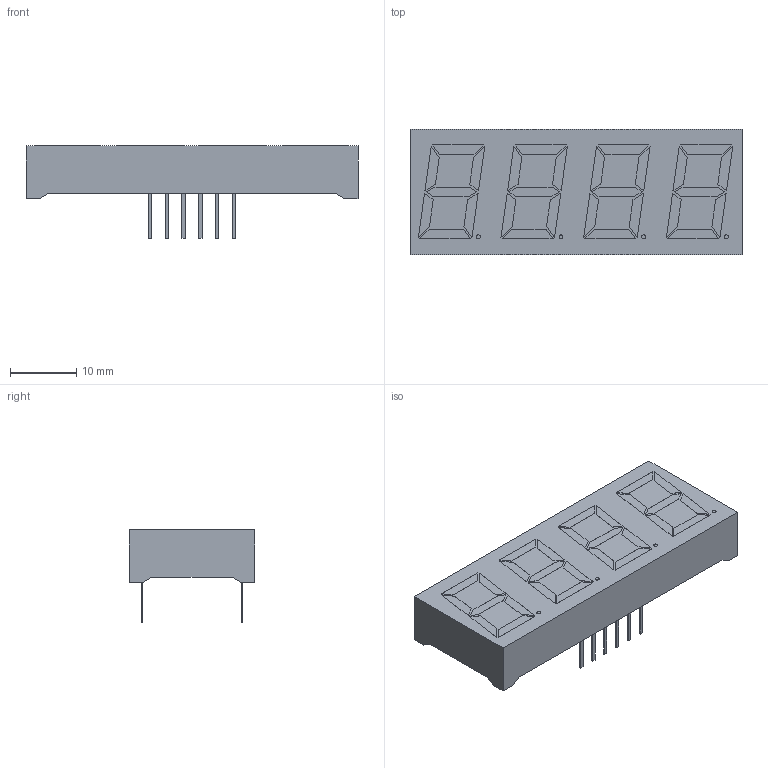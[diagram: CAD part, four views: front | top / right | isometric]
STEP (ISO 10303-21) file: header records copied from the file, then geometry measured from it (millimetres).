
FILE_DESCRIPTION(('FreeCAD Model'),'2;1');
FILE_NAME('7seg_1x4_26x19_14.stp' ,'2015-04-14T22:33:45',('FreeCAD'),('FreeCAD'), 'Open CASCADE STEP processor 6.7','FreeCAD','Unknown');
FILE_SCHEMA(('AUTOMOTIVE_DESIGN_CC2 { 1 2 10303 214 -1 1 5 4 }'));
Length unit declared in the file: millimetre
Products named in the file (3): Pocket002; Array001; Array
Bounding box: 50.2 x 19 x 14 mm (x, y, z)
Volume: 6710.4 mm3; surface area: 3561.5 mm2
Topology: 45 solids, 45 shells, 286 faces, 588 edges, 392 vertices
Faces by surface type: plane 282, cylinder 4
Full cylindrical faces by diameter (mm): 0.6 x4
Entity records: 15519 total; most frequent: CARTESIAN_POINT 2547, DIRECTION 2282, LINE 1692, VECTOR 1692, ORIENTED_EDGE 1176, PCURVE 1176, DEFINITIONAL_REPRESENTATION 1176, EDGE_CURVE 588
